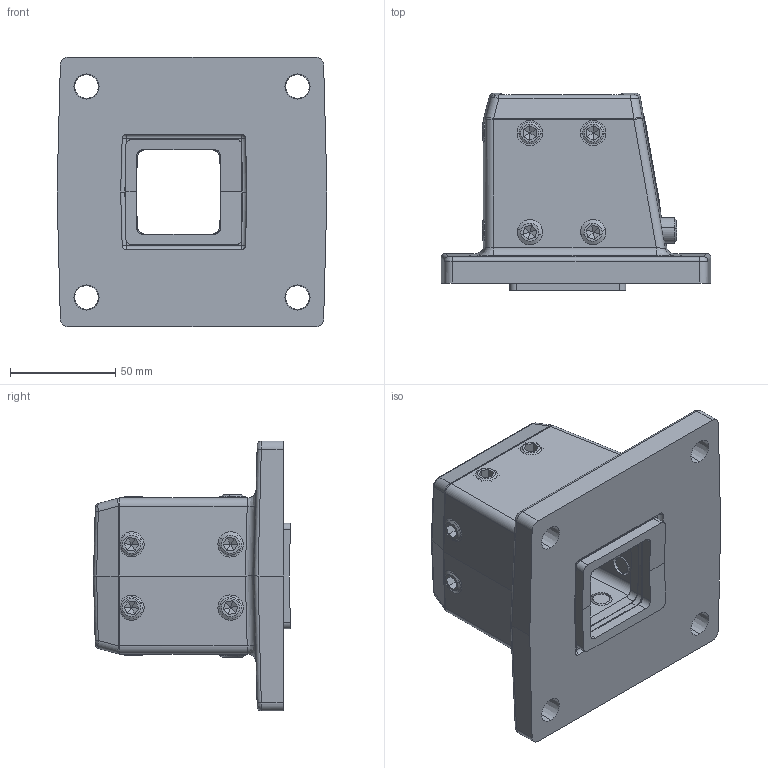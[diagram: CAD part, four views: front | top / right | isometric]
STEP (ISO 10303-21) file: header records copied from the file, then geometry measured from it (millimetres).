
FILE_DESCRIPTION (( 'STEP AP214' ), '1' );
FILE_NAME ('49517400.STEP', '2009-03-25T07:55:21', ( ' ' ), ( '' ), 'SwSTEP 2.0', 'SolidWorks 2008', '' );
FILE_SCHEMA (( 'AUTOMOTIVE_DESIGN' ));
Length unit declared in the file: millimetre
Products named in the file (7): 82114_Flachdichtung 1.5°; 12401_Standard; 49517400; 92261_Standard; 93231_Standard; 93232_Standard
Assembly tree (19 placements, depth 3):
  49517400
    93232_Standard  x12
    82114_Flachdichtung 1.5°  x2
    93231_Standard  x2
    12401_Standard
      12401_Standard
    92261_Standard
Bounding box: 128 x 93.44 x 128 mm (x, y, z)
Volume: 417244.1 mm3; surface area: 102175.5 mm2
Topology: 18 solids, 18 shells, 2052 faces, 5302 edges, 3430 vertices
Faces by surface type: plane 1053, bspline 766, cylinder 163, cone 64, sphere 4, torus 2
Entity records: 91072 total; most frequent: CARTESIAN_POINT 50338, ORIENTED_EDGE 9568, DIRECTION 5421, EDGE_CURVE 4784, VERTEX_POINT 3138, LINE 2983, VECTOR 2983, EDGE_LOOP 1968
